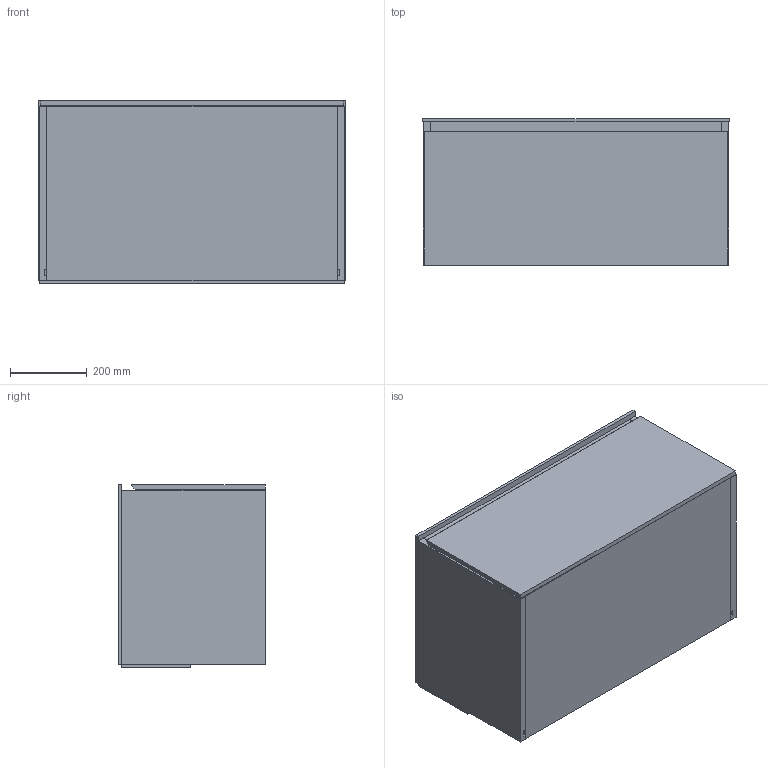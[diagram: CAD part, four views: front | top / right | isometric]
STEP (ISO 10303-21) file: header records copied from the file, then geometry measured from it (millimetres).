
FILE_DESCRIPTION (( 'STEP AP214' ), '1' );
FILE_NAME ('WP800375-1AUSER-47.STEP', '2021-02-22T13:49:26', ( '' ), ( '' ), 'SwSTEP 2.0', 'SolidWorks 2020', '' );
FILE_SCHEMA (( 'AUTOMOTIVE_DESIGN' ));
Length unit declared in the file: millimetre
Products named in the file (3): WP 800375-1AUSER-47_us_Spanweiá lackiert<Wie bearbeitet>; WP 800375-1AUSER-47_wt_Mit Hahnloch ohne Schlitz｜erlauf; WP800375-1AUSER-47
Assembly tree (2 placements, depth 2):
  WP800375-1AUSER-47
    WP 800375-1AUSER-47_us_Spanweiá lackiert<Wie bearbeitet>
    WP 800375-1AUSER-47_wt_Mit Hahnloch ohne Schlitz｜erlauf
Bounding box: 800 x 382 x 478 mm (x, y, z)
Volume: 34852472.3 mm3; surface area: 4883157.5 mm2
Topology: 18 solids, 18 shells, 250 faces, 603 edges, 390 vertices
Faces by surface type: plane 182, cylinder 42, bspline 20, cone 4, torus 2
Entity records: 11661 total; most frequent: CARTESIAN_POINT 5690, ORIENTED_EDGE 1206, DIRECTION 1085, EDGE_CURVE 603, VECTOR 471, LINE 471, VERTEX_POINT 390, AXIS2_PLACEMENT_3D 307
